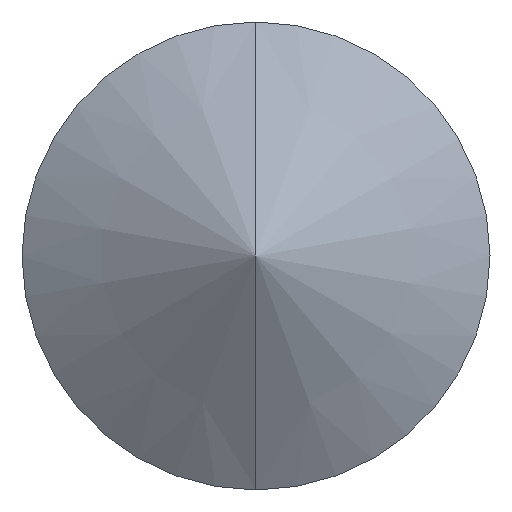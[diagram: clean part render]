
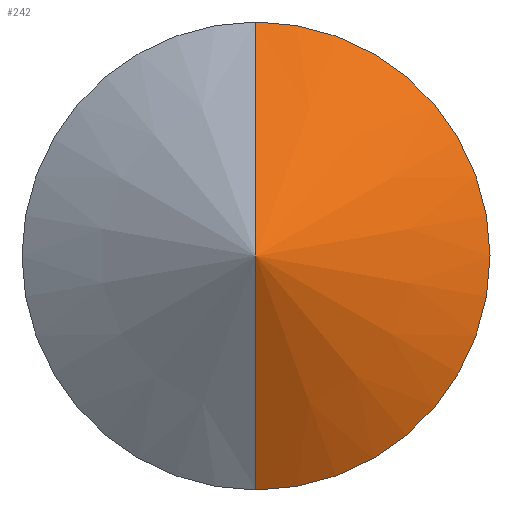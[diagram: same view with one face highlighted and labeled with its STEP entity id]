
A CAD part, front view. The second image highlights one B-rep face of the part: STEP entity #242.
In plain terms, the highlighted conical face has half-angle 60 degrees and reference radius 1732.05 mm.
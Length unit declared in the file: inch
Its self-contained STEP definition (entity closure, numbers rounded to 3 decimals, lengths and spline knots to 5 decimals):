
#3 = CONICAL_SURFACE ( 'NONE', #246, 68.19098, 1.047 ) ;
#26 = EDGE_LOOP ( 'NONE', ( #71, #151, #73 ) ) ;
#28 = DIRECTION ( 'NONE',  ( 0., 0., -1. ) ) ;
#58 = CARTESIAN_POINT ( 'NONE',  ( 0., 0., 0. ) ) ;
#59 = FACE_OUTER_BOUND ( 'NONE', #26, .T. ) ;
#60 = VECTOR ( 'NONE', #108, 39.37008 ) ;
#62 = VECTOR ( 'NONE', #94, 39.37008 ) ;
#66 = VERTEX_POINT ( 'NONE', #129 ) ;
#71 = ORIENTED_EDGE ( 'NONE', *, *, #203, .F. ) ;
#73 = ORIENTED_EDGE ( 'NONE', *, *, #224, .T. ) ;
#76 = DIRECTION ( 'NONE',  ( 0., 0., 1. ) ) ;
#82 = CARTESIAN_POINT ( 'NONE',  ( 0., 0., 0. ) ) ;
#94 = DIRECTION ( 'NONE',  ( 0., 0.5, 0.866 ) ) ;
#95 = AXIS2_PLACEMENT_3D ( 'NONE', #258, #213, #28 ) ;
#108 = DIRECTION ( 'NONE',  ( 0., 0.5, -0.866 ) ) ;
#112 = VERTEX_POINT ( 'NONE', #82 ) ;
#118 = CARTESIAN_POINT ( 'NONE',  ( 0., 39.37008, 0. ) ) ;
#127 = LINE ( 'NONE', #208, #60 ) ;
#129 = CARTESIAN_POINT ( 'NONE',  ( 0., 0.03608, 0.0625 ) ) ;
#148 = VERTEX_POINT ( 'NONE', #167 ) ;
#151 = ORIENTED_EDGE ( 'NONE', *, *, #152, .T. ) ;
#152 = EDGE_CURVE ( 'NONE', #112, #148, #127, .T. ) ;
#167 = CARTESIAN_POINT ( 'NONE',  ( 0., 0.03608, -0.0625 ) ) ;
#183 = DIRECTION ( 'NONE',  ( 0., 1., 0. ) ) ;
#203 = EDGE_CURVE ( 'NONE', #112, #66, #256, .T. ) ;
#208 = CARTESIAN_POINT ( 'NONE',  ( 0., 0., 0. ) ) ;
#213 = DIRECTION ( 'NONE',  ( 0., -1., 0. ) ) ;
#223 = CIRCLE ( 'NONE', #95, 0.0625 ) ;
#224 = EDGE_CURVE ( 'NONE', #148, #66, #223, .T. ) ;
#242 = ADVANCED_FACE ( 'NONE', ( #59 ), #3, .T. ) ;
#246 = AXIS2_PLACEMENT_3D ( 'NONE', #118, #183, #76 ) ;
#256 = LINE ( 'NONE', #58, #62 ) ;
#258 = CARTESIAN_POINT ( 'NONE',  ( 0., 0.03608, 0. ) ) ;
